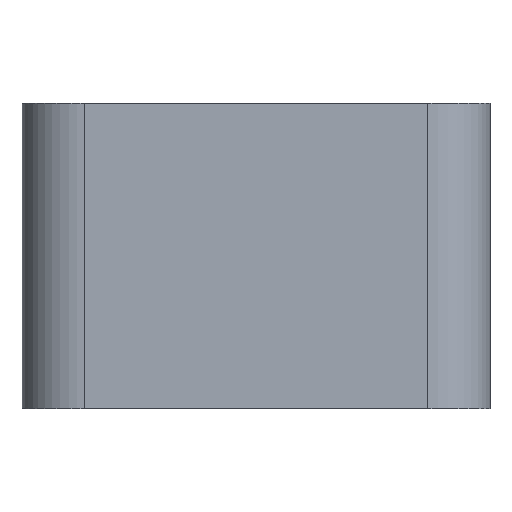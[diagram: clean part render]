
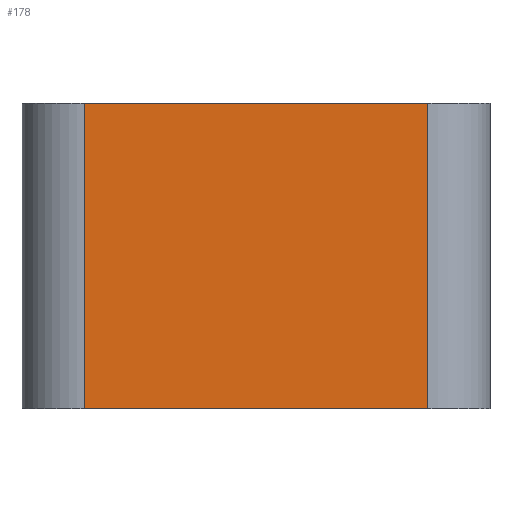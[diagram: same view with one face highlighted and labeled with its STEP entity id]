
A CAD part, front view. The second image highlights one B-rep face of the part: STEP entity #178.
In plain terms, the highlighted free-form (B-spline) face has degree [2, 1] with [3, 2] control points.
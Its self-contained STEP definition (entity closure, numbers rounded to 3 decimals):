
#178=ADVANCED_FACE('',(#225),#801,.T.);
#225=FACE_OUTER_BOUND('',#275,.T.);
#275=EDGE_LOOP('',(#363,#364,#365,#366));
#363=ORIENTED_EDGE('',*,*,#560,.T.);
#364=ORIENTED_EDGE('',*,*,#561,.T.);
#365=ORIENTED_EDGE('',*,*,#562,.F.);
#366=ORIENTED_EDGE('',*,*,#558,.F.);
#558=EDGE_CURVE('',#700,#701,#665,.T.);
#560=EDGE_CURVE('',#700,#702,#667,.T.);
#561=EDGE_CURVE('',#702,#703,#668,.T.);
#562=EDGE_CURVE('',#701,#703,#669,.T.);
#665=(
BOUNDED_CURVE()
B_SPLINE_CURVE(1,(#1359,#1360),.UNSPECIFIED.,.F.,.F.)
B_SPLINE_CURVE_WITH_KNOTS((2,2),(0.,248.5),.UNSPECIFIED.)
CURVE()
GEOMETRIC_REPRESENTATION_ITEM()
RATIONAL_B_SPLINE_CURVE((1.,1.))
REPRESENTATION_ITEM('')
);
#667=(
BOUNDED_CURVE()
B_SPLINE_CURVE(2,(#1366,#1367,#1368),.UNSPECIFIED.,.F.,.F.)
B_SPLINE_CURVE_WITH_KNOTS((3,3),(-585.377,-308.289),
 .UNSPECIFIED.)
CURVE()
GEOMETRIC_REPRESENTATION_ITEM()
RATIONAL_B_SPLINE_CURVE((1.,1.,1.))
REPRESENTATION_ITEM('')
);
#668=(
BOUNDED_CURVE()
B_SPLINE_CURVE(1,(#1369,#1370),.UNSPECIFIED.,.F.,.F.)
B_SPLINE_CURVE_WITH_KNOTS((2,2),(0.,248.5),.UNSPECIFIED.)
CURVE()
GEOMETRIC_REPRESENTATION_ITEM()
RATIONAL_B_SPLINE_CURVE((1.,1.))
REPRESENTATION_ITEM('')
);
#669=(
BOUNDED_CURVE()
B_SPLINE_CURVE(2,(#1371,#1372,#1373),.UNSPECIFIED.,.F.,.F.)
B_SPLINE_CURVE_WITH_KNOTS((3,3),(-585.377,-308.289),
 .UNSPECIFIED.)
CURVE()
GEOMETRIC_REPRESENTATION_ITEM()
RATIONAL_B_SPLINE_CURVE((1.,1.,1.))
REPRESENTATION_ITEM('')
);
#700=VERTEX_POINT('',#1292);
#701=VERTEX_POINT('',#1293);
#702=VERTEX_POINT('',#1294);
#703=VERTEX_POINT('',#1295);
#801=(
BOUNDED_SURFACE()
B_SPLINE_SURFACE(2,1,((#1219,#1220),(#1221,#1222),(#1223,#1224)),
 .UNSPECIFIED.,.F.,.F.,.F.)
B_SPLINE_SURFACE_WITH_KNOTS((3,3),(2,2),(-585.377,-308.289),
(0.,248.5),.UNSPECIFIED.)
GEOMETRIC_REPRESENTATION_ITEM()
RATIONAL_B_SPLINE_SURFACE(((1.,1.),(1.,1.),(1.,1.)))
REPRESENTATION_ITEM('')
SURFACE()
);
#1219=CARTESIAN_POINT('',(-139.7,-50.8,0.));
#1220=CARTESIAN_POINT('',(-139.7,-50.8,248.5));
#1221=CARTESIAN_POINT('',(0.,-50.8,0.));
#1222=CARTESIAN_POINT('',(0.,-50.8,248.5));
#1223=CARTESIAN_POINT('',(139.7,-50.8,0.));
#1224=CARTESIAN_POINT('',(139.7,-50.8,248.5));
#1292=CARTESIAN_POINT('',(-139.7,-50.8,0.));
#1293=CARTESIAN_POINT('',(-139.7,-50.8,248.5));
#1294=CARTESIAN_POINT('',(139.7,-50.8,0.));
#1295=CARTESIAN_POINT('',(139.7,-50.8,248.5));
#1359=CARTESIAN_POINT('',(-139.7,-50.8,0.));
#1360=CARTESIAN_POINT('',(-139.7,-50.8,248.5));
#1366=CARTESIAN_POINT('',(-139.7,-50.8,0.));
#1367=CARTESIAN_POINT('',(0.,-50.8,0.));
#1368=CARTESIAN_POINT('',(139.7,-50.8,0.));
#1369=CARTESIAN_POINT('',(139.7,-50.8,0.));
#1370=CARTESIAN_POINT('',(139.7,-50.8,248.5));
#1371=CARTESIAN_POINT('',(-139.7,-50.8,248.5));
#1372=CARTESIAN_POINT('',(0.,-50.8,248.5));
#1373=CARTESIAN_POINT('',(139.7,-50.8,248.5));
